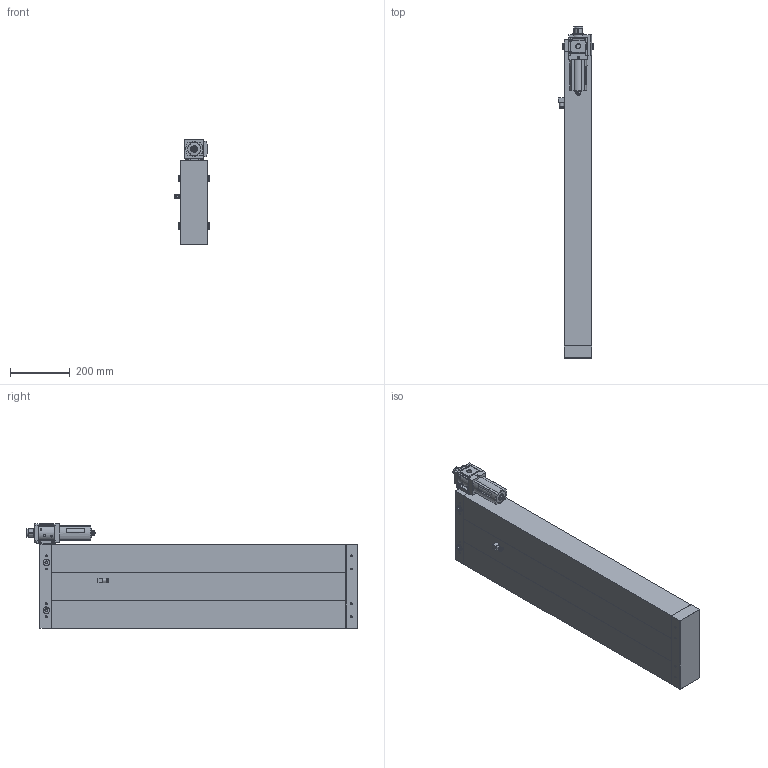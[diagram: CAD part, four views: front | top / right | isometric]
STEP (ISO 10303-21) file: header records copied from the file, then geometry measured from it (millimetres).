
FILE_DESCRIPTION(/* description */ ('STEP AP214'),/* implementation_level */ '2;1');
FILE_NAME(/* name */ '552173_PDAD-51-G3_8',/* time_stamp */ '2024-09-13T17:20:36+02:00',/* author */ ('License CC BY-ND 4.0'),/* organization */ ('CADENAS'),/* preprocessor_version */ 'ST-DEVELOPER v19.3',/* originating_system */ 'PARTsolutions',/* authorisation */ ' ');
FILE_SCHEMA (('AUTOMOTIVE_DESIGN {1 0 10303 214 3 1 1}'));
Length unit declared in the file: millimetre
Products named in the file (9): 552173 PDAD-51-G3/8; 552173 PDAD-51-G3/8---(g); 527670 MS6-LFM-3/8-ARM-DA0D; 705677 MS6-IPM_ROH; 718227 MS6-3/8G-PDAD; 5206604 MS6-MV-B---(0_p); 8134994 MS6-MV-B---(0_p); KOND MS6-1-1; 3570 B-3/8
Assembly tree (11 placements, depth 2):
  552173 PDAD-51-G3/8
    552173 PDAD-51-G3/8---(g)
    527670 MS6-LFM-3/8-ARM-DA0D
    705677 MS6-IPM_ROH
    718227 MS6-3/8G-PDAD
    5206604 MS6-MV-B---(0_p)
    8134994 MS6-MV-B---(0_p)
    KOND MS6-1-1
    3570 B-3/8  x4
Bounding box: 117.2 x 1111 x 350 mm (x, y, z)
Volume: 28093613.8 mm3; surface area: 939020.1 mm2
Topology: 11 solids, 11 shells, 808 faces, 1982 edges, 1282 vertices
Faces by surface type: plane 510, cylinder 212, cone 66, torus 19, sphere 1
Full cylindrical faces by diameter (mm): 3.242 x2, 3.4 x2, 3.8 x1, 4 x2, 4.5 x2, 4.6 x2, 4.917 x20, 5 x1, 5.5 x2, 6 x1, 7.6 x2, 7.8 x2, 10 x1, 12 x1, 14 x1, 14.8 x1, 14.95 x8, 15 x1, 16.662 x5, 19.8 x4, 21.3 x1, 21.7 x1, 22 x8, 24.7 x1, 25.1 x1, 27.5 x1, 34.6 x1
Entity records: 25660 total; most frequent: CARTESIAN_POINT 4059, DIRECTION 3652, ORIENTED_EDGE 3458, EDGE_CURVE 1729, AXIS2_PLACEMENT_3D 1265, VERTEX_POINT 1196, LINE 1122, VECTOR 1122
